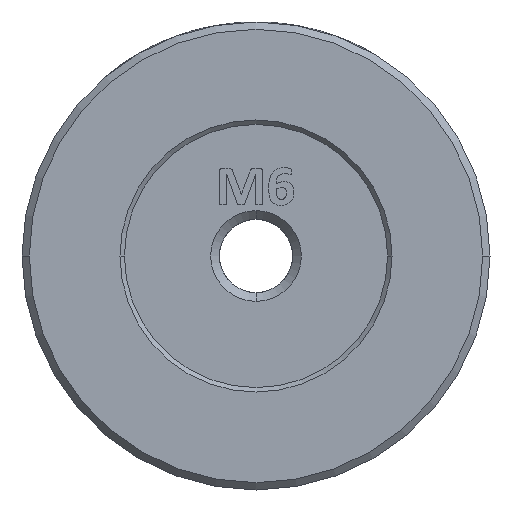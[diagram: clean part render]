
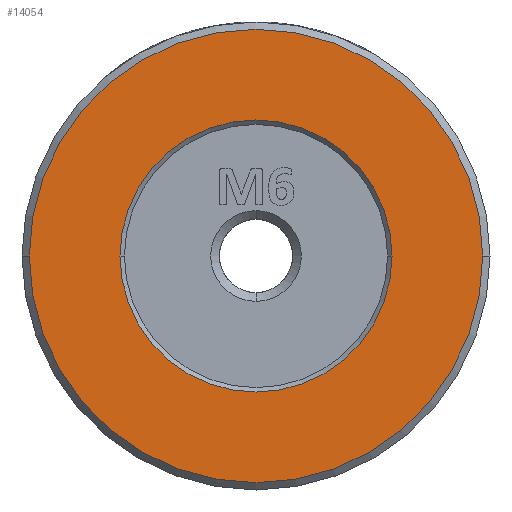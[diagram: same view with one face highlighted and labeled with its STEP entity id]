
A CAD part, left-side view. The second image highlights one B-rep face of the part: STEP entity #14054.
In plain terms, the highlighted planar face has unit normal (-1, 0, 0).
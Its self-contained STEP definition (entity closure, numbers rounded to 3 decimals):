
#195 = EDGE_CURVE ( 'NONE', #15288, #18273, #22302, .T. ) ;
#221 = EDGE_LOOP ( 'NONE', ( #21739, #13571 ) ) ;
#882 = ORIENTED_EDGE ( 'NONE', *, *, #28263, .T. ) ;
#935 = AXIS2_PLACEMENT_3D ( 'NONE', #10883, #19782, #11019 ) ;
#1873 = EDGE_LOOP ( 'NONE', ( #882, #22880 ) ) ;
#2762 = FACE_BOUND ( 'NONE', #221, .T. ) ;
#2859 = AXIS2_PLACEMENT_3D ( 'NONE', #25039, #15905, #27061 ) ;
#3880 = CARTESIAN_POINT ( 'NONE',  ( -49.039, 4.064, 6.822 ) ) ;
#6569 = CARTESIAN_POINT ( 'NONE',  ( -49.039, -11.436, 6.822 ) ) ;
#6957 = DIRECTION ( 'NONE',  ( -1., 0., 0. ) ) ;
#6993 = PLANE ( 'NONE',  #2859 ) ;
#7791 = CARTESIAN_POINT ( 'NONE',  ( -49.039, 4.064, 6.822 ) ) ;
#7904 = CIRCLE ( 'NONE', #935, 9.3 ) ;
#9846 = EDGE_CURVE ( 'NONE', #25412, #24202, #13192, .T. ) ;
#10883 = CARTESIAN_POINT ( 'NONE',  ( -49.039, 4.064, 6.822 ) ) ;
#11019 = DIRECTION ( 'NONE',  ( 0., -1., 0. ) ) ;
#12224 = CARTESIAN_POINT ( 'NONE',  ( -49.039, 19.564, 6.822 ) ) ;
#13192 = CIRCLE ( 'NONE', #24340, 15.5 ) ;
#13571 = ORIENTED_EDGE ( 'NONE', *, *, #26093, .T. ) ;
#14054 = ADVANCED_FACE ( 'NONE', ( #2762, #20114 ), #6993, .T. ) ;
#14682 = DIRECTION ( 'NONE',  ( -1., 0., 0. ) ) ;
#14930 = AXIS2_PLACEMENT_3D ( 'NONE', #7791, #6957, #24569 ) ;
#15288 = VERTEX_POINT ( 'NONE', #28511 ) ;
#15823 = CARTESIAN_POINT ( 'NONE',  ( -49.039, 4.064, 6.822 ) ) ;
#15905 = DIRECTION ( 'NONE',  ( -1., 0., 0. ) ) ;
#16330 = CIRCLE ( 'NONE', #14930, 15.5 ) ;
#17672 = AXIS2_PLACEMENT_3D ( 'NONE', #15823, #20182, #18584 ) ;
#18273 = VERTEX_POINT ( 'NONE', #24756 ) ;
#18584 = DIRECTION ( 'NONE',  ( 0., -1., 0. ) ) ;
#19782 = DIRECTION ( 'NONE',  ( 1., 0., 0. ) ) ;
#20114 = FACE_OUTER_BOUND ( 'NONE', #1873, .T. ) ;
#20182 = DIRECTION ( 'NONE',  ( 1., 0., 0. ) ) ;
#21739 = ORIENTED_EDGE ( 'NONE', *, *, #195, .T. ) ;
#22302 = CIRCLE ( 'NONE', #17672, 9.3 ) ;
#22880 = ORIENTED_EDGE ( 'NONE', *, *, #9846, .T. ) ;
#23536 = DIRECTION ( 'NONE',  ( 0., -1., 0. ) ) ;
#24202 = VERTEX_POINT ( 'NONE', #12224 ) ;
#24340 = AXIS2_PLACEMENT_3D ( 'NONE', #3880, #14682, #23536 ) ;
#24569 = DIRECTION ( 'NONE',  ( 0., -1., 0. ) ) ;
#24756 = CARTESIAN_POINT ( 'NONE',  ( -49.039, 13.364, 6.822 ) ) ;
#25039 = CARTESIAN_POINT ( 'NONE',  ( -49.039, 4.064, 6.822 ) ) ;
#25412 = VERTEX_POINT ( 'NONE', #6569 ) ;
#26093 = EDGE_CURVE ( 'NONE', #18273, #15288, #7904, .T. ) ;
#27061 = DIRECTION ( 'NONE',  ( 0., 0., 1. ) ) ;
#28263 = EDGE_CURVE ( 'NONE', #24202, #25412, #16330, .T. ) ;
#28511 = CARTESIAN_POINT ( 'NONE',  ( -49.039, -5.236, 6.822 ) ) ;
